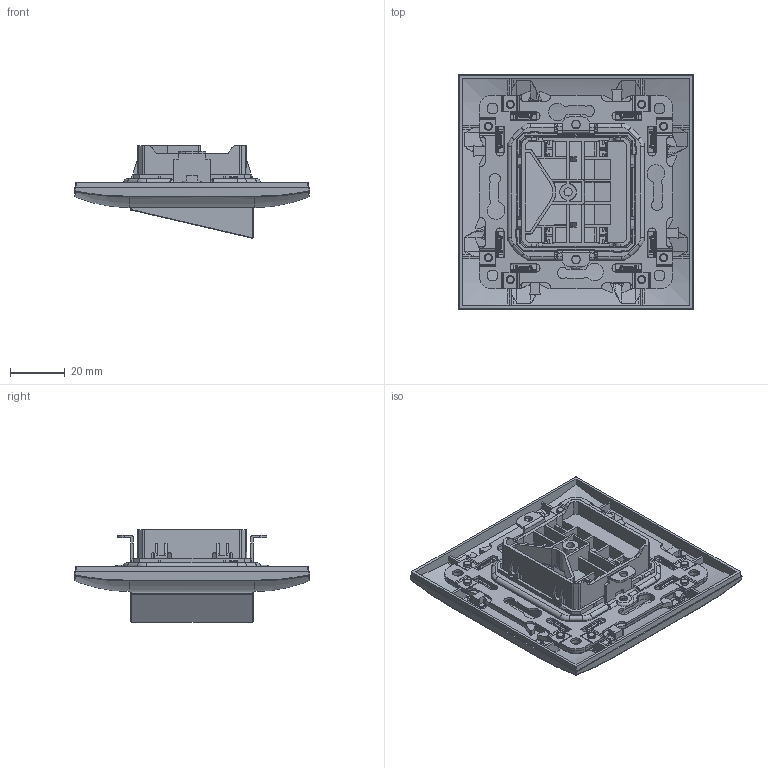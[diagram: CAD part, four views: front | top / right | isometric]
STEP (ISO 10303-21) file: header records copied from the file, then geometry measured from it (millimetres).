
FILE_DESCRIPTION (( 'STEP AP214' ), '1' );
FILE_NAME ('âûâîä êàáåëÿ.stp.STEP', '2024-06-06T09:22:35', ( '' ), ( '' ), 'SwSTEP 2.0', 'SolidWorks 2022', '' );
FILE_SCHEMA (( 'AUTOMOTIVE_DESIGN' ));
Length unit declared in the file: millimetre
Products named in the file (1): вывод кабеля.stp
Bounding box: 86 x 86 x 33.84 mm (x, y, z)
Volume: 32454.7 mm3; surface area: 53774.4 mm2
Topology: 6 solids, 6 shells, 3310 faces, 9440 edges, 6124 vertices
Faces by surface type: plane 1914, cylinder 1042, bspline 161, cone 112, torus 60, sphere 21
Entity records: 115131 total; most frequent: CARTESIAN_POINT 30643, ORIENTED_EDGE 18860, DIRECTION 16326, EDGE_CURVE 9430, LINE 6368, VECTOR 6368, VERTEX_POINT 6122, AXIS2_PLACEMENT_3D 4979
